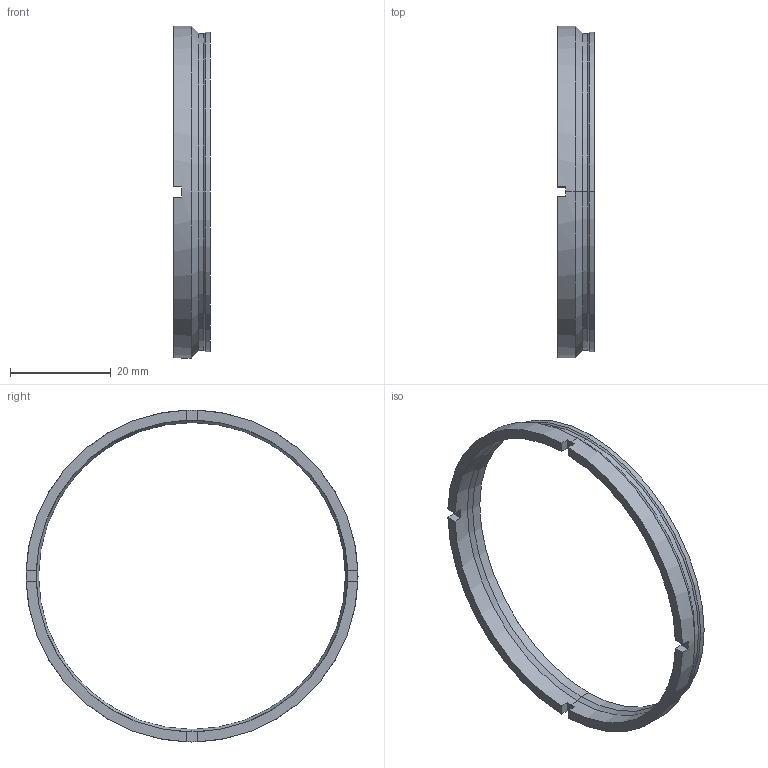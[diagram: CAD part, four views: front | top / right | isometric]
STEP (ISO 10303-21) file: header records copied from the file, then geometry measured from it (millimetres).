
FILE_DESCRIPTION (( 'STEP AP214' ), '1' );
FILE_NAME ('ÊÐÏÃ.712573.003 - Êîëüöî ðåçüáîâîå.STEP', '2024-11-18T13:31:51', ( '' ), ( '' ), 'SwSTEP 2.0', 'SolidWorks 2023', '' );
FILE_SCHEMA (( 'AUTOMOTIVE_DESIGN' ));
Length unit declared in the file: millimetre
Products named in the file (1): КРПГ.712573.003 - Кольцо резьбовое
Bounding box: 7.33 x 66 x 66 mm (x, y, z)
Volume: 2262.3 mm3; surface area: 3610.3 mm2
Topology: 1 solids, 1 shells, 34 faces, 86 edges, 52 vertices
Faces by surface type: plane 16, cylinder 10, cone 8
Entity records: 1067 total; most frequent: DIRECTION 192, CARTESIAN_POINT 173, ORIENTED_EDGE 172, EDGE_CURVE 86, AXIS2_PLACEMENT_3D 71, VERTEX_POINT 52, VECTOR 50, LINE 50
